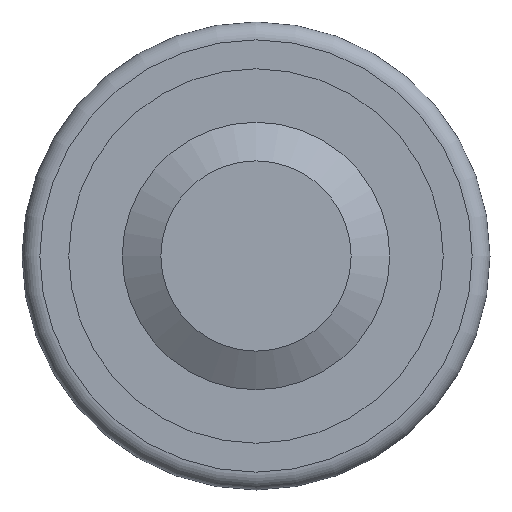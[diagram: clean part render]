
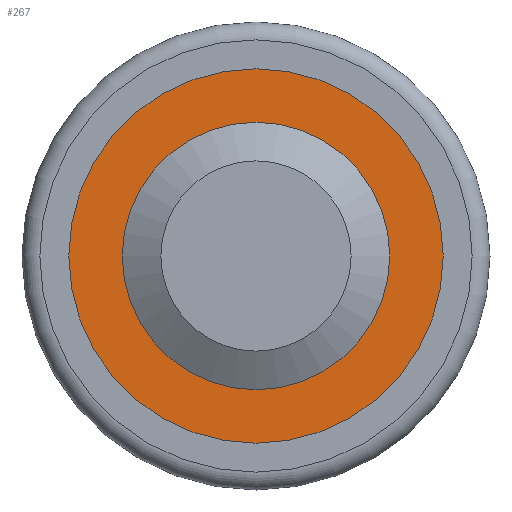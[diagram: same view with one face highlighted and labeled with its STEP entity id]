
A CAD part, left-side view. The second image highlights one B-rep face of the part: STEP entity #267.
In plain terms, the highlighted planar face has unit normal (-1, 0, 0).
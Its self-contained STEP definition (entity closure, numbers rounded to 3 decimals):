
#16=FACE_BOUND('',#45,.T.);
#19=PLANE('',#307);
#30=FACE_OUTER_BOUND('',#44,.T.);
#44=EDGE_LOOP('',(#183,#184));
#45=EDGE_LOOP('',(#185,#186));
#77=CIRCLE('',#305,15.);
#78=CIRCLE('',#306,15.);
#79=CIRCLE('',#308,21.);
#80=CIRCLE('',#309,21.);
#108=VERTEX_POINT('',#455);
#109=VERTEX_POINT('',#456);
#110=VERTEX_POINT('',#461);
#111=VERTEX_POINT('',#462);
#138=EDGE_CURVE('',#108,#109,#77,.T.);
#139=EDGE_CURVE('',#109,#108,#78,.T.);
#141=EDGE_CURVE('',#110,#111,#79,.T.);
#142=EDGE_CURVE('',#111,#110,#80,.T.);
#183=ORIENTED_EDGE('',*,*,#141,.F.);
#184=ORIENTED_EDGE('',*,*,#142,.F.);
#185=ORIENTED_EDGE('',*,*,#138,.T.);
#186=ORIENTED_EDGE('',*,*,#139,.T.);
#267=ADVANCED_FACE('',(#30,#16),#19,.T.);
#305=AXIS2_PLACEMENT_3D('',#457,#359,#360);
#306=AXIS2_PLACEMENT_3D('',#458,#361,#362);
#307=AXIS2_PLACEMENT_3D('',#460,#364,#365);
#308=AXIS2_PLACEMENT_3D('',#463,#366,#367);
#309=AXIS2_PLACEMENT_3D('',#464,#368,#369);
#359=DIRECTION('center_axis',(1.,0.,0.));
#360=DIRECTION('ref_axis',(0.,1.,0.));
#361=DIRECTION('center_axis',(1.,0.,0.));
#362=DIRECTION('ref_axis',(0.,1.,0.));
#364=DIRECTION('center_axis',(-1.,0.,0.));
#365=DIRECTION('ref_axis',(0.,0.,1.));
#366=DIRECTION('center_axis',(1.,0.,0.));
#367=DIRECTION('ref_axis',(0.,1.,0.));
#368=DIRECTION('center_axis',(1.,0.,0.));
#369=DIRECTION('ref_axis',(0.,1.,0.));
#455=CARTESIAN_POINT('',(0.,15.,0.));
#456=CARTESIAN_POINT('',(0.,-15.,0.));
#457=CARTESIAN_POINT('Origin',(0.,0.,0.));
#458=CARTESIAN_POINT('Origin',(0.,0.,0.));
#460=CARTESIAN_POINT('Origin',(0.,18.,0.));
#461=CARTESIAN_POINT('',(0.,21.,0.));
#462=CARTESIAN_POINT('',(0.,-21.,0.));
#463=CARTESIAN_POINT('Origin',(0.,0.,0.));
#464=CARTESIAN_POINT('Origin',(0.,0.,0.));
